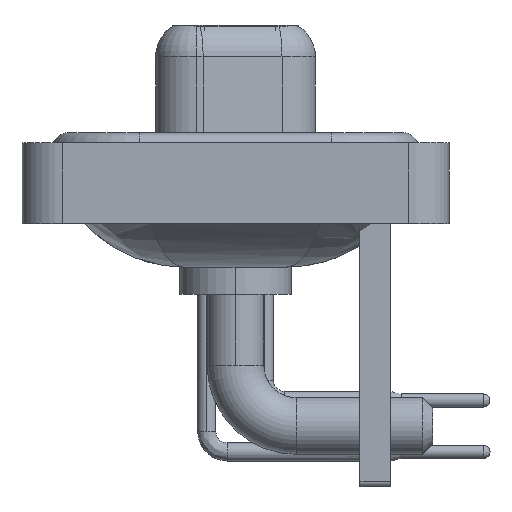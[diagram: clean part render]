
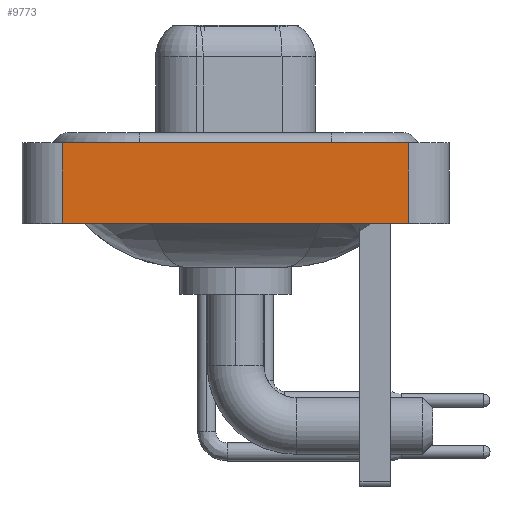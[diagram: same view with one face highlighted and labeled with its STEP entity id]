
A CAD part, left-side view. The second image highlights one B-rep face of the part: STEP entity #9773.
In plain terms, the highlighted planar face has unit normal (-1, 0, 0).
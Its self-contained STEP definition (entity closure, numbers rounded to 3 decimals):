
#176 = VECTOR ( 'NONE', #21380, 1000. ) ;
#234 = CARTESIAN_POINT ( 'NONE',  ( -7.35, -8.55, -3.6 ) ) ;
#559 = VECTOR ( 'NONE', #18697, 1000. ) ;
#1375 = PLANE ( 'NONE',  #5694 ) ;
#1687 = CARTESIAN_POINT ( 'NONE',  ( -7.35, 8.55, 0.4 ) ) ;
#1755 = VERTEX_POINT ( 'NONE', #1687 ) ;
#1774 = EDGE_CURVE ( 'NONE', #19144, #11837, #1799, .T. ) ;
#1799 = LINE ( 'NONE', #234, #14705 ) ;
#2935 = DIRECTION ( 'NONE',  ( 0., 0., 1. ) ) ;
#3881 = VERTEX_POINT ( 'NONE', #13049 ) ;
#4359 = ORIENTED_EDGE ( 'NONE', *, *, #1774, .T. ) ;
#4835 = EDGE_CURVE ( 'NONE', #1755, #3881, #16812, .T. ) ;
#5694 = AXIS2_PLACEMENT_3D ( 'NONE', #16287, #21463, #2935 ) ;
#6060 = CARTESIAN_POINT ( 'NONE',  ( -7.35, 8.55, -3.6 ) ) ;
#7833 = LINE ( 'NONE', #19615, #176 ) ;
#9773 = ADVANCED_FACE ( 'NONE', ( #14728 ), #1375, .T. ) ;
#9888 = DIRECTION ( 'NONE',  ( 0., -1., 0. ) ) ;
#9995 = CARTESIAN_POINT ( 'NONE',  ( -7.35, -8.55, 0.4 ) ) ;
#11246 = EDGE_CURVE ( 'NONE', #19144, #1755, #7833, .T. ) ;
#11837 = VERTEX_POINT ( 'NONE', #13702 ) ;
#12305 = ORIENTED_EDGE ( 'NONE', *, *, #11246, .F. ) ;
#13049 = CARTESIAN_POINT ( 'NONE',  ( -7.35, -8.55, 0.4 ) ) ;
#13200 = EDGE_LOOP ( 'NONE', ( #18100, #14859, #12305, #4359 ) ) ;
#13702 = CARTESIAN_POINT ( 'NONE',  ( -7.35, -8.55, -3.6 ) ) ;
#14705 = VECTOR ( 'NONE', #21771, 1000. ) ;
#14728 = FACE_OUTER_BOUND ( 'NONE', #13200, .T. ) ;
#14859 = ORIENTED_EDGE ( 'NONE', *, *, #4835, .F. ) ;
#16287 = CARTESIAN_POINT ( 'NONE',  ( -7.35, -8.55, -3.6 ) ) ;
#16812 = LINE ( 'NONE', #9995, #21113 ) ;
#18100 = ORIENTED_EDGE ( 'NONE', *, *, #20254, .T. ) ;
#18583 = CARTESIAN_POINT ( 'NONE',  ( -7.35, -8.55, -3.6 ) ) ;
#18697 = DIRECTION ( 'NONE',  ( 0., 0., 1. ) ) ;
#19144 = VERTEX_POINT ( 'NONE', #6060 ) ;
#19615 = CARTESIAN_POINT ( 'NONE',  ( -7.35, 8.55, -3.6 ) ) ;
#20254 = EDGE_CURVE ( 'NONE', #11837, #3881, #20358, .T. ) ;
#20358 = LINE ( 'NONE', #18583, #559 ) ;
#21113 = VECTOR ( 'NONE', #9888, 1000. ) ;
#21380 = DIRECTION ( 'NONE',  ( 0., 0., 1. ) ) ;
#21463 = DIRECTION ( 'NONE',  ( -1., 0., 0. ) ) ;
#21771 = DIRECTION ( 'NONE',  ( 0., -1., 0. ) ) ;
